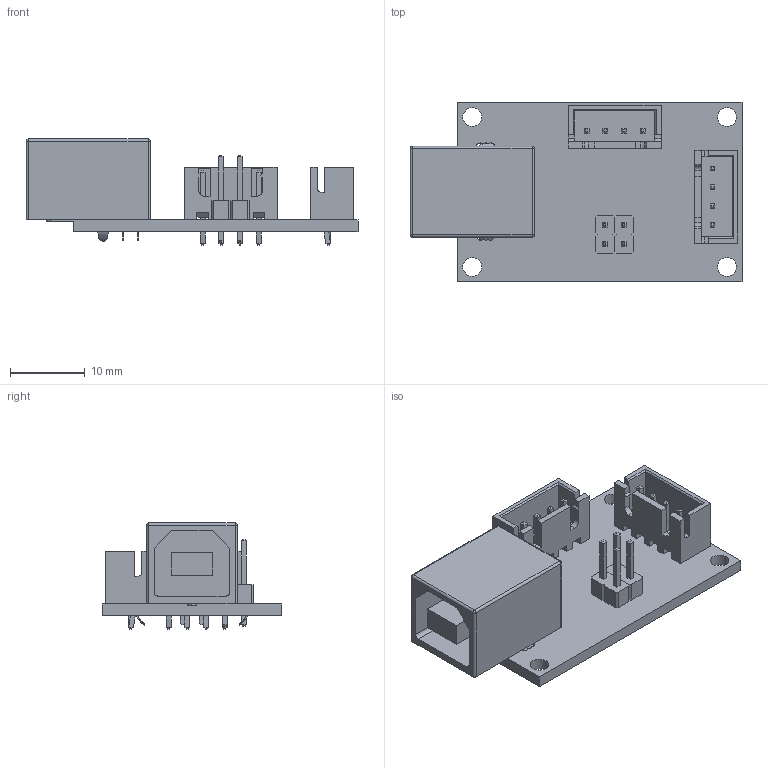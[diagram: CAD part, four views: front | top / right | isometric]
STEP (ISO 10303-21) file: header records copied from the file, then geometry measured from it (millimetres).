
FILE_DESCRIPTION(('KiCad electronic assembly'),'2;1');
FILE_NAME('usb_board.step','2023-07-30T11:50:56',('An Author'),( 'A Company'),'Open CASCADE STEP processor 6.9', 'KiCad to STEP converter','Unknown');
FILE_SCHEMA(('AUTOMOTIVE_DESIGN { 1 0 10303 214 1 1 1 1 }'));
Length unit declared in the file: millimetre
Products named in the file (8): Open CASCADE STEP translator 6.9 1; JST_XH_B4B-XH-A_1x04_P2.50mm_Vertical; SOLID; PinHeader_1x02_P2.54mm_Vertical; USB_type-B_female_PCB; COMPOUND
Assembly tree (9 placements, depth 3):
  Open CASCADE STEP translator 6.9 1
    JST_XH_B4B-XH-A_1x04_P2.50mm_Vertical  x2
      SOLID
    PinHeader_1x02_P2.54mm_Vertical  x2
      SOLID
    USB_type-B_female_PCB
      SOLID
    COMPOUND
Bounding box: 44.3 x 24 x 14.15 mm (x, y, z)
Volume: 3224.8 mm3; surface area: 5377.1 mm2
Topology: 6 solids, 6 shells, 511 faces, 1309 edges, 836 vertices
Faces by surface type: plane 445, cylinder 58, bspline 4, sphere 4
Full cylindrical faces by diameter (mm): 0.9 x4, 1 x12, 2.5 x4
Entity records: 23466 total; most frequent: CARTESIAN_POINT 5514, DIRECTION 3031, LINE 2171, VECTOR 2171, ORIENTED_EDGE 1632, PCURVE 1632, DEFINITIONAL_REPRESENTATION 1632, EDGE_CURVE 816
